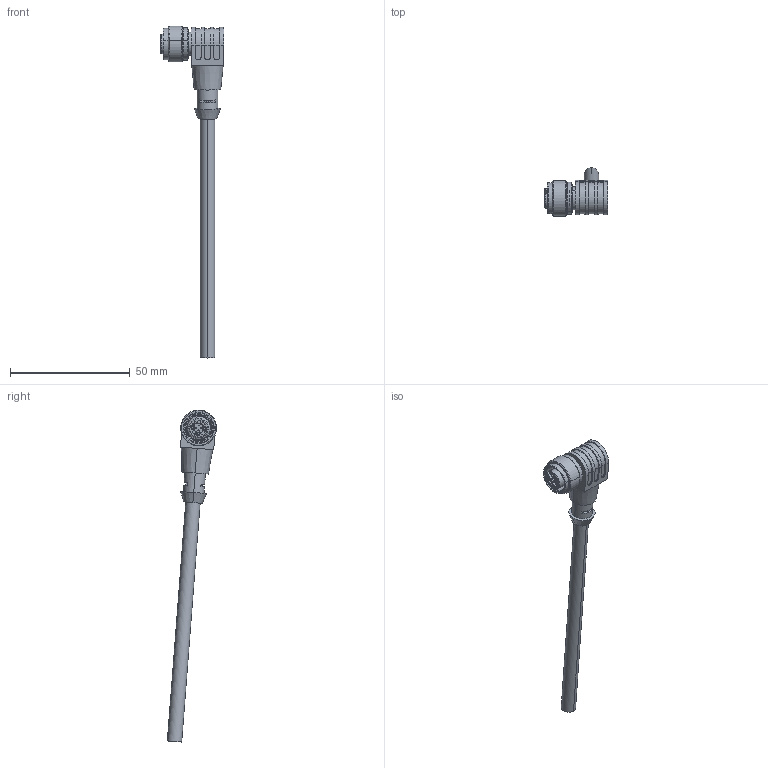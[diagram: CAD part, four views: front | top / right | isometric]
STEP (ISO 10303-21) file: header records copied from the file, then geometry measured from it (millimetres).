
FILE_DESCRIPTION((''),'2;1');
FILE_NAME('ELK3P2-M-P00_ASM','2019-03-26T',('xin.jin'),(''),'PRO/ENGINEER BY PARAMETRIC TECHNOLOGY CORPORATION, 2012060','PRO/ENGINEER BY PARAMETRIC TECHNOLOGY CORPORATION, 2012060','');
FILE_SCHEMA(('AUTOMOTIVE_DESIGN { 1 0 10303 214 1 1 1 1 }'));
Length unit declared in the file: millimetre
Products named in the file (1): ELK3P2-M-P00_ASM
Bounding box: 26.4 x 20.56 x 138.59 mm (x, y, z)
Volume: 8038.6 mm3; surface area: 6269.8 mm2
Topology: 4 solids, 5 shells, 561 faces, 1573 edges, 1058 vertices
Faces by surface type: cylinder 279, plane 230, cone 24, extrusion 20, torus 8
Entity records: 19390 total; most frequent: CARTESIAN_POINT 4233, DIRECTION 3319, ORIENTED_EDGE 3140, EDGE_CURVE 1573, AXIS2_PLACEMENT_3D 1256, VERTEX_POINT 1058, VECTOR 807, LINE 787
